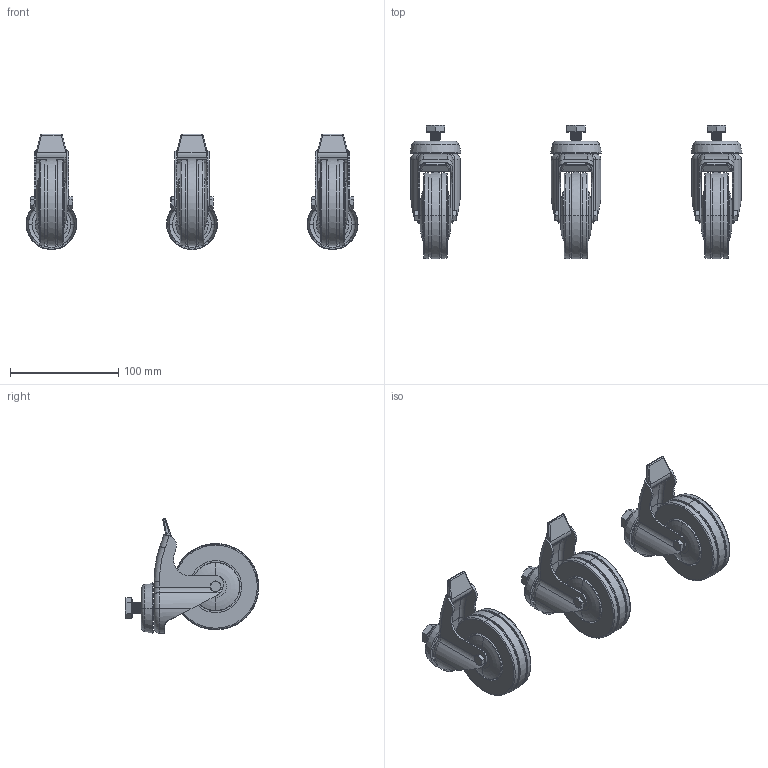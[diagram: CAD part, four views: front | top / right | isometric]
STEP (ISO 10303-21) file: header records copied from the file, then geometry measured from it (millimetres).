
FILE_DESCRIPTION (( 'STEP AP203' ), '1' );
FILE_NAME ('T50503.STEP', '2018-07-31T09:56:20', ( '' ), ( '' ), 'SwSTEP 2.0', 'SolidWorks 2016', '' );
FILE_SCHEMA (( 'CONFIG_CONTROL_DESIGN' ));
Length unit declared in the file: millimetre
Products named in the file (5): B Washer_Bright washer BS 4320 - M10 (Form B); T50503; SW3dPS-nyloc nut, st stl a2 iso_M10 NYLOC; Hex Screw GradeC_Doughty Fastners_ISO 4018 - M10 x 35-WS; S3141
Assembly tree (12 placements, depth 2):
  T50503
    S3141  x3
    Hex Screw GradeC_Doughty Fastners_ISO 4018 - M10 x 35-WS  x3
    B Washer_Bright washer BS 4320 - M10 (Form B)  x3
    SW3dPS-nyloc nut, st stl a2 iso_M10 NYLOC  x3
Bounding box: 307 x 123.84 x 106.63 mm (x, y, z)
Volume: 424995.3 mm3; surface area: 140386 mm2
Topology: 18 solids, 18 shells, 1140 faces, 2811 edges, 1737 vertices
Faces by surface type: cone 375, cylinder 363, plane 240, torus 144, sphere 12, bspline 6
Entity records: 12453 total; most frequent: CARTESIAN_POINT 2509, DIRECTION 2122, ORIENTED_EDGE 1874, EDGE_CURVE 937, AXIS2_PLACEMENT_3D 894, VERTEX_POINT 579, CIRCLE 501, EDGE_LOOP 398
